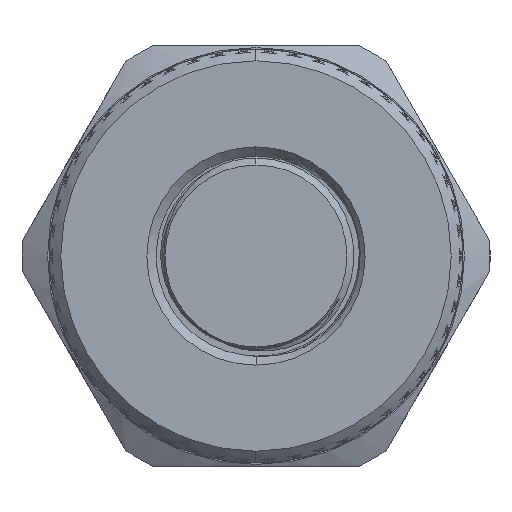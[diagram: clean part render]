
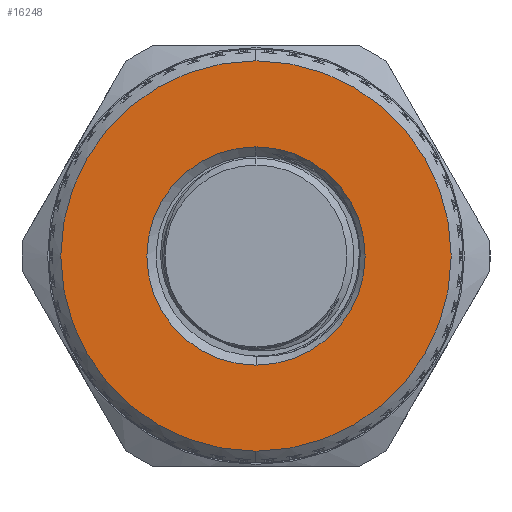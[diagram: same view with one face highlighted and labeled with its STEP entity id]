
A CAD part, left-side view. The second image highlights one B-rep face of the part: STEP entity #16248.
In plain terms, the highlighted planar face has unit normal (-1, 0, 0).
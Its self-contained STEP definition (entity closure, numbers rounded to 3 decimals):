
#195 = EDGE_CURVE ( 'NONE', #72118, #76576, #31972, .T. ) ;
#13188 = EDGE_LOOP ( 'NONE', ( #63588, #28818 ) ) ;
#15402 = DIRECTION ( 'NONE',  ( 1., 0., 0. ) ) ;
#16248 = ADVANCED_FACE ( 'NONE', ( #106502, #59635 ), #41283, .F. ) ;
#21294 = CARTESIAN_POINT ( 'NONE',  ( -113.15, 0., 0. ) ) ;
#25898 = EDGE_CURVE ( 'NONE', #76576, #72118, #45320, .T. ) ;
#26053 = VERTEX_POINT ( 'NONE', #104944 ) ;
#27397 = EDGE_LOOP ( 'NONE', ( #97608, #90198 ) ) ;
#28818 = ORIENTED_EDGE ( 'NONE', *, *, #195, .T. ) ;
#31972 = CIRCLE ( 'NONE', #89825, 11.8 ) ;
#36895 = DIRECTION ( 'NONE',  ( -1., 0., 0. ) ) ;
#40260 = CARTESIAN_POINT ( 'NONE',  ( -113.15, 0., 11.8 ) ) ;
#41283 = PLANE ( 'NONE',  #94288 ) ;
#45320 = CIRCLE ( 'NONE', #52032, 11.8 ) ;
#47550 = DIRECTION ( 'NONE',  ( -1., 0., 0. ) ) ;
#52032 = AXIS2_PLACEMENT_3D ( 'NONE', #108952, #82466, #99783 ) ;
#54348 = CARTESIAN_POINT ( 'NONE',  ( -113.15, 0., -11.8 ) ) ;
#55100 = DIRECTION ( 'NONE',  ( 0., 0., 1. ) ) ;
#59635 = FACE_BOUND ( 'NONE', #27397, .T. ) ;
#60388 = DIRECTION ( 'NONE',  ( 0., 0., 1. ) ) ;
#63588 = ORIENTED_EDGE ( 'NONE', *, *, #25898, .T. ) ;
#64852 = VERTEX_POINT ( 'NONE', #64867 ) ;
#64867 = CARTESIAN_POINT ( 'NONE',  ( -113.15, 0., 6.6 ) ) ;
#67102 = EDGE_CURVE ( 'NONE', #26053, #64852, #92020, .T. ) ;
#72118 = VERTEX_POINT ( 'NONE', #40260 ) ;
#74226 = EDGE_CURVE ( 'NONE', #64852, #26053, #102106, .T. ) ;
#75981 = AXIS2_PLACEMENT_3D ( 'NONE', #21294, #47550, #83492 ) ;
#76576 = VERTEX_POINT ( 'NONE', #54348 ) ;
#76979 = AXIS2_PLACEMENT_3D ( 'NONE', #108254, #36895, #55100 ) ;
#77270 = DIRECTION ( 'NONE',  ( 0., 0., -1. ) ) ;
#82466 = DIRECTION ( 'NONE',  ( -1., 0., 0. ) ) ;
#83492 = DIRECTION ( 'NONE',  ( 0., 0., 1. ) ) ;
#89825 = AXIS2_PLACEMENT_3D ( 'NONE', #103925, #112738, #60388 ) ;
#90198 = ORIENTED_EDGE ( 'NONE', *, *, #67102, .F. ) ;
#92020 = CIRCLE ( 'NONE', #75981, 6.6 ) ;
#94288 = AXIS2_PLACEMENT_3D ( 'NONE', #103402, #15402, #77270 ) ;
#97608 = ORIENTED_EDGE ( 'NONE', *, *, #74226, .F. ) ;
#99783 = DIRECTION ( 'NONE',  ( 0., 0., 1. ) ) ;
#102106 = CIRCLE ( 'NONE', #76979, 6.6 ) ;
#103402 = CARTESIAN_POINT ( 'NONE',  ( -113.15, 0., 0. ) ) ;
#103925 = CARTESIAN_POINT ( 'NONE',  ( -113.15, 0., 0. ) ) ;
#104944 = CARTESIAN_POINT ( 'NONE',  ( -113.15, 0., -6.6 ) ) ;
#106502 = FACE_OUTER_BOUND ( 'NONE', #13188, .T. ) ;
#108254 = CARTESIAN_POINT ( 'NONE',  ( -113.15, 0., 0. ) ) ;
#108952 = CARTESIAN_POINT ( 'NONE',  ( -113.15, 0., 0. ) ) ;
#112738 = DIRECTION ( 'NONE',  ( -1., 0., 0. ) ) ;
